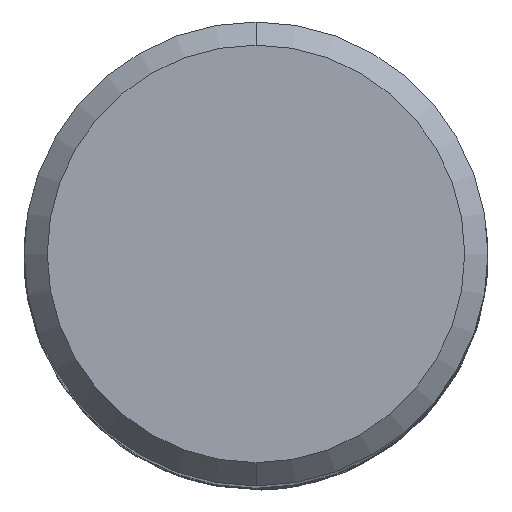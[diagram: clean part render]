
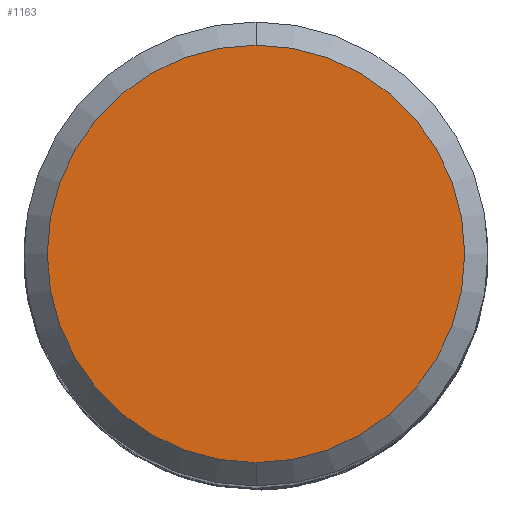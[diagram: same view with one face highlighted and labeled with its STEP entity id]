
A CAD part, top view. The second image highlights one B-rep face of the part: STEP entity #1163.
In plain terms, the highlighted planar face has unit normal (0, 0, 1).
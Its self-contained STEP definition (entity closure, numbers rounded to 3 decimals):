
#985=VERTEX_POINT('',#2167);
#999=EDGE_CURVE('',#1115,#985,#2182,.T.);
#1115=VERTEX_POINT('',#2306);
#1145=EDGE_CURVE('',#985,#1115,#2341,.T.);
#1163=ADVANCED_FACE('',(#2360),#2361,.T.);
#2167=CARTESIAN_POINT('',(0.0,9.0,0.0));
#2182=CIRCLE('',#7829,9.0);
#2306=CARTESIAN_POINT('',(0.,-9.0,0.0));
#2341=CIRCLE('',#9088,9.0);
#2360=FACE_OUTER_BOUND('',#9497,.T.);
#2361=PLANE('',#9498);
#7829=AXIS2_PLACEMENT_3D('',#17341,#17342,#17343);
#9088=AXIS2_PLACEMENT_3D('',#17516,#17517,#17518);
#9497=EDGE_LOOP('',(#17530,#17531));
#9498=AXIS2_PLACEMENT_3D('',#17532,#17533,#17534);
#17341=CARTESIAN_POINT('',(0.0,0.0,0.0));
#17342=DIRECTION('',(0.0,0.0,-1.0));
#17343=DIRECTION('',(0.0,1.0,0.0));
#17516=CARTESIAN_POINT('',(0.0,0.0,0.0));
#17517=DIRECTION('',(0.0,0.0,-1.0));
#17518=DIRECTION('',(0.0,1.0,0.0));
#17530=ORIENTED_EDGE('',*,*,#1145,.F.);
#17531=ORIENTED_EDGE('',*,*,#999,.F.);
#17532=CARTESIAN_POINT('',(0.0,4.5,0.0));
#17533=DIRECTION('',(-0.0,0.0,1.0));
#17534=DIRECTION('',(0.0,-1.0,0.0));
